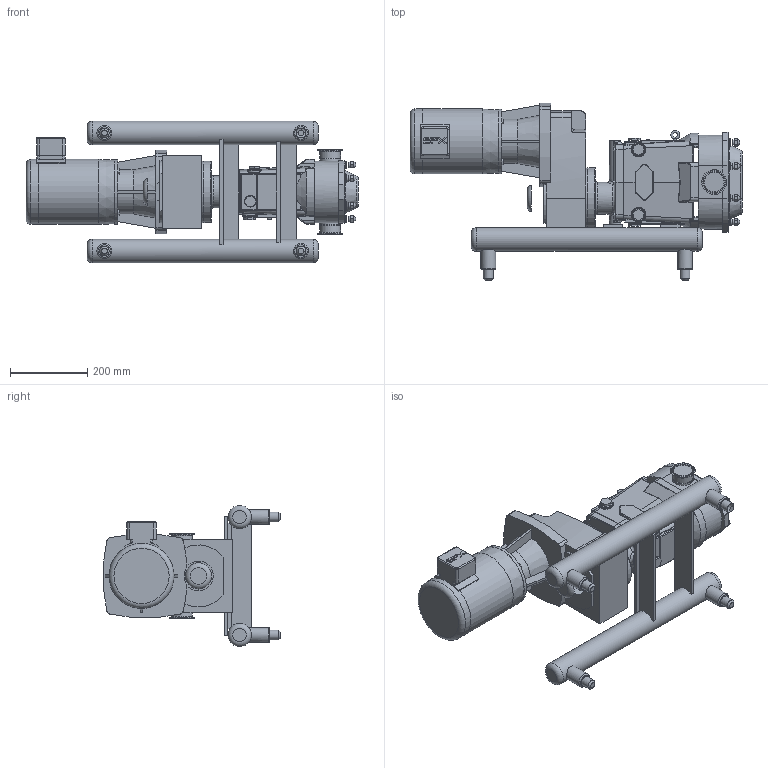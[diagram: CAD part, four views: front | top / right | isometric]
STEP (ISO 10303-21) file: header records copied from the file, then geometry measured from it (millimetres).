
FILE_DESCRIPTION(/* description */ (''),/* implementation_level */ '2;1');
FILE_NAME(/* name */ 'U2_040U2_56C_2x2_S-Line_0.5HP_SM.stp',/* time_stamp */ '2020-11-02T17:23:48+06:00',/* author */ ('trtmhr'),/* organization */ (''),/* preprocessor_version */ 'ST-DEVELOPER v17',/* originating_system */ 'Autodesk Inventor 2018',/* authorisation */ '');
FILE_SCHEMA (('AUTOMOTIVE_DESIGN { 1 0 10303 214 3 1 1 }'));
Length unit declared in the file: inch
Products named in the file (1): U2_040U2_56C_2x2_S-Line_0.5HP_SM
Bounding box: 857.53 x 458.44 x 365.12 mm (x, y, z)
Volume: 26957072.3 mm3; surface area: 1235639.7 mm2
Topology: 6 solids, 6 shells, 1003 faces, 2608 edges, 1677 vertices
Faces by surface type: plane 469, cylinder 253, bspline 118, torus 89, cone 44, sphere 30
Full cylindrical faces by diameter (mm): 5.08 x1, 7.62 x4, 12.395 x5, 14.275 x8, 19.05 x8, 25.4 x4, 30.48 x1, 35.052 x2, 38.1 x4, 50.8 x2, 53.188 x4, 54.204 x2, 64.008 x2, 82.55 x1, 158.217 x1, 158.242 x1, 165.989 x1, 167.945 x1, 167.97 x1
Entity records: 34303 total; most frequent: CARTESIAN_POINT 9579, ORIENTED_EDGE 5204, DIRECTION 5100, EDGE_CURVE 2602, AXIS2_PLACEMENT_3D 1885, VERTEX_POINT 1677, LINE 1330, VECTOR 1330
